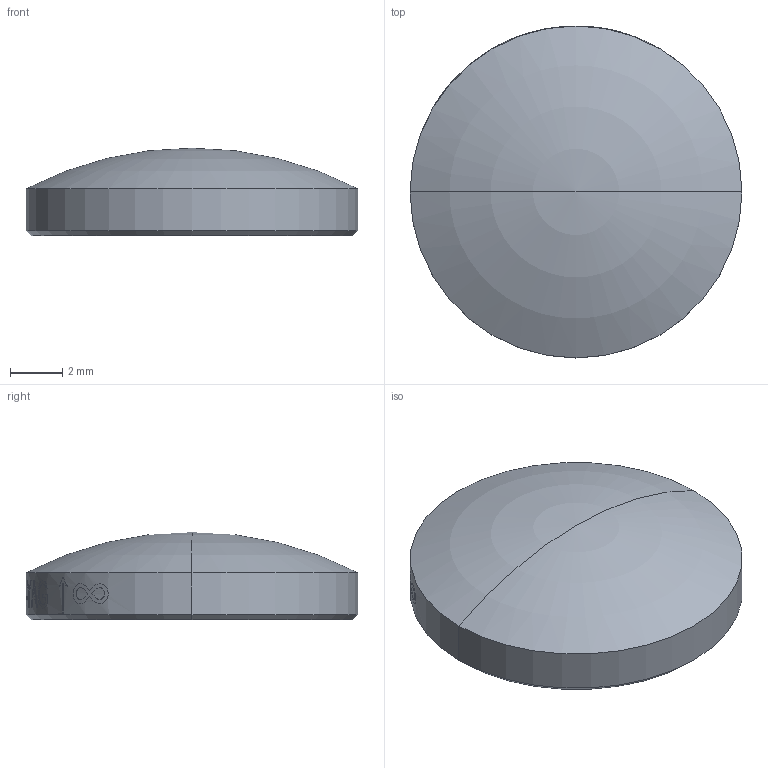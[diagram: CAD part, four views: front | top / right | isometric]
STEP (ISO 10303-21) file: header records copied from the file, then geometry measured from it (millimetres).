
FILE_DESCRIPTION (( 'STEP AP203' ), '1' );
FILE_NAME ('TTN217847-E0W.STEP', '2020-09-23T00:17:20', ( '' ), ( '' ), 'SwSTEP 2.0', 'SolidWorks 2018', '' );
FILE_SCHEMA (( 'CONFIG_CONTROL_DESIGN' ));
Length unit declared in the file: inch
Products named in the file (1): TTN217847-E0W
Bounding box: 12.7 x 12.7 x 3.35 mm (x, y, z)
Volume: 327.3 mm3; surface area: 328 mm2
Topology: 1 solids, 1 shells, 26 faces, 197 edges, 190 vertices
Faces by surface type: cylinder 21, cone 2, torus 2, plane 1
Entity records: 3224 total; most frequent: CARTESIAN_POINT 1916, ORIENTED_EDGE 390, EDGE_CURVE 195, VERTEX_POINT 190, B_SPLINE_CURVE_WITH_KNOTS 183, DIRECTION 74, EDGE_LOOP 45, AXIS2_PLACEMENT_3D 35
